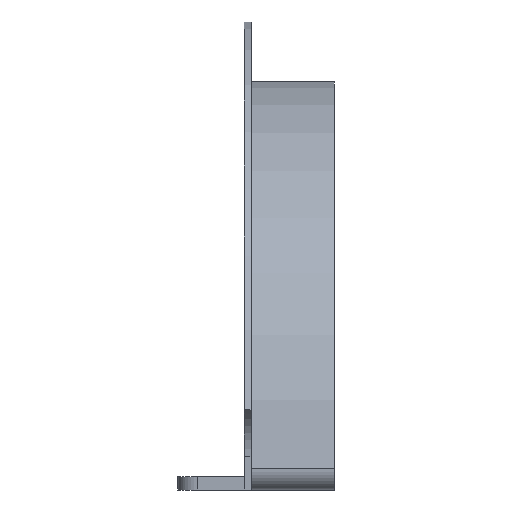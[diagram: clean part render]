
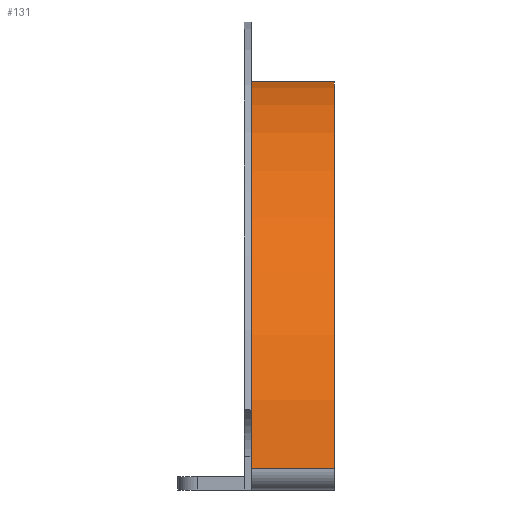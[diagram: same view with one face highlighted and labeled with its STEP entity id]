
A CAD part, left-side view. The second image highlights one B-rep face of the part: STEP entity #131.
In plain terms, the highlighted cylindrical face has radius 62.4 mm (diameter 124.8 mm), a partial arc.
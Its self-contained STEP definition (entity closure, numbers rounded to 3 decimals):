
#103=CYLINDRICAL_SURFACE('',#673,62.4);
#131=ADVANCED_FACE('',(#174),#103,.T.);
#174=FACE_OUTER_BOUND('',#202,.T.);
#202=EDGE_LOOP('',(#444,#445,#446,#447));
#256=LINE('',#990,#308);
#257=LINE('',#991,#309);
#308=VECTOR('',#825,1.);
#309=VECTOR('',#826,1.);
#444=ORIENTED_EDGE('',*,*,#520,.F.);
#445=ORIENTED_EDGE('',*,*,#594,.T.);
#446=ORIENTED_EDGE('',*,*,#588,.T.);
#447=ORIENTED_EDGE('',*,*,#595,.T.);
#468=VERTEX_POINT('',#843);
#469=VERTEX_POINT('',#844);
#516=VERTEX_POINT('',#980);
#517=VERTEX_POINT('',#981);
#520=EDGE_CURVE('',#468,#469,#598,.T.);
#588=EDGE_CURVE('',#516,#517,#618,.T.);
#594=EDGE_CURVE('',#468,#516,#256,.T.);
#595=EDGE_CURVE('',#517,#469,#257,.T.);
#598=CIRCLE('',#625,62.4);
#618=CIRCLE('',#666,62.4);
#625=AXIS2_PLACEMENT_3D('',#842,#681,#682);
#666=AXIS2_PLACEMENT_3D('',#979,#811,#812);
#673=AXIS2_PLACEMENT_3D('',#992,#827,#828);
#681=DIRECTION('',(0.,1.,0.));
#682=DIRECTION('',(0.,0.,-1.));
#811=DIRECTION('',(0.,1.,0.));
#812=DIRECTION('',(0.,0.,-1.));
#825=DIRECTION('',(0.,-1.,0.));
#826=DIRECTION('',(0.,1.,0.));
#827=DIRECTION('',(0.,-1.,0.));
#828=DIRECTION('',(0.,0.,-1.));
#842=CARTESIAN_POINT('',(0.,185.,0.));
#843=CARTESIAN_POINT('',(-62.258,185.,4.202));
#844=CARTESIAN_POINT('',(62.258,185.,4.202));
#979=CARTESIAN_POINT('',(0.,172.5,0.));
#980=CARTESIAN_POINT('',(-62.258,172.5,4.202));
#981=CARTESIAN_POINT('',(62.258,172.5,4.202));
#990=CARTESIAN_POINT('',(-62.258,185.,4.202));
#991=CARTESIAN_POINT('',(62.258,185.,4.202));
#992=CARTESIAN_POINT('',(0.,185.,0.));
